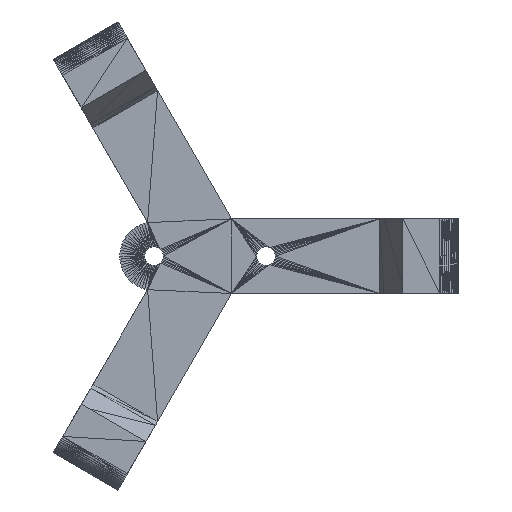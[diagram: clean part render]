
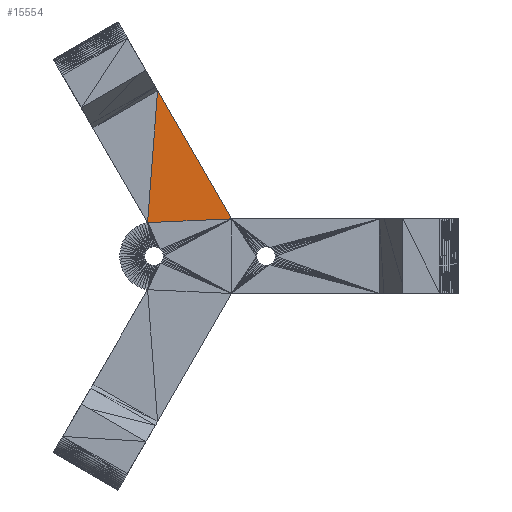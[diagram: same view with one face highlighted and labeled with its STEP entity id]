
A CAD part, top view. The second image highlights one B-rep face of the part: STEP entity #15554.
In plain terms, the highlighted planar face has unit normal (0, 0, 1).
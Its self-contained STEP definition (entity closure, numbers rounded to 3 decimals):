
#1594 = VERTEX_POINT ( 'NONE', #20559 ) ;
#1624 = PLANE ( 'NONE',  #11999 ) ;
#1770 = CARTESIAN_POINT ( 'NONE',  ( -8.438, 26.615, -12. ) ) ;
#2096 = LINE ( 'NONE', #15520, #10778 ) ;
#3249 = DIRECTION ( 'NONE',  ( 0., 0., 1. ) ) ;
#3367 = VERTEX_POINT ( 'NONE', #4255 ) ;
#3405 = DIRECTION ( 'NONE',  ( -0.076, -0.997, 0. ) ) ;
#4255 = CARTESIAN_POINT ( 'NONE',  ( -8.438, 26.615, -12. ) ) ;
#4274 = FACE_OUTER_BOUND ( 'NONE', #19457, .T. ) ;
#4289 = VERTEX_POINT ( 'NONE', #13715 ) ;
#6001 = VECTOR ( 'NONE', #10400, 1000. ) ;
#8740 = CARTESIAN_POINT ( 'NONE',  ( 3.464, 6., -12. ) ) ;
#9040 = DIRECTION ( 'NONE',  ( -0.999, -0.044, 0. ) ) ;
#10400 = DIRECTION ( 'NONE',  ( -0.5, 0.866, 0. ) ) ;
#10699 = EDGE_CURVE ( 'NONE', #3367, #1594, #13399, .T. ) ;
#10778 = VECTOR ( 'NONE', #9040, 1000. ) ;
#11999 = AXIS2_PLACEMENT_3D ( 'NONE', #13019, #3249, #14676 ) ;
#12885 = VECTOR ( 'NONE', #3405, 1000. ) ;
#13019 = CARTESIAN_POINT ( 'NONE',  ( 0., 0., -12. ) ) ;
#13399 = LINE ( 'NONE', #1770, #12885 ) ;
#13715 = CARTESIAN_POINT ( 'NONE',  ( 3.464, 6., -12. ) ) ;
#13995 = ORIENTED_EDGE ( 'NONE', *, *, #10699, .T. ) ;
#14676 = DIRECTION ( 'NONE',  ( 1., 0., 0. ) ) ;
#15520 = CARTESIAN_POINT ( 'NONE',  ( 3.464, 6., -12. ) ) ;
#15554 = ADVANCED_FACE ( 'NONE', ( #4274 ), #1624, .T. ) ;
#16891 = EDGE_CURVE ( 'NONE', #4289, #3367, #18507, .T. ) ;
#17910 = ORIENTED_EDGE ( 'NONE', *, *, #20882, .F. ) ;
#18507 = LINE ( 'NONE', #8740, #6001 ) ;
#19457 = EDGE_LOOP ( 'NONE', ( #13995, #17910, #21079 ) ) ;
#20559 = CARTESIAN_POINT ( 'NONE',  ( -10.046, 5.4, -12. ) ) ;
#20882 = EDGE_CURVE ( 'NONE', #4289, #1594, #2096, .T. ) ;
#21079 = ORIENTED_EDGE ( 'NONE', *, *, #16891, .T. ) ;
